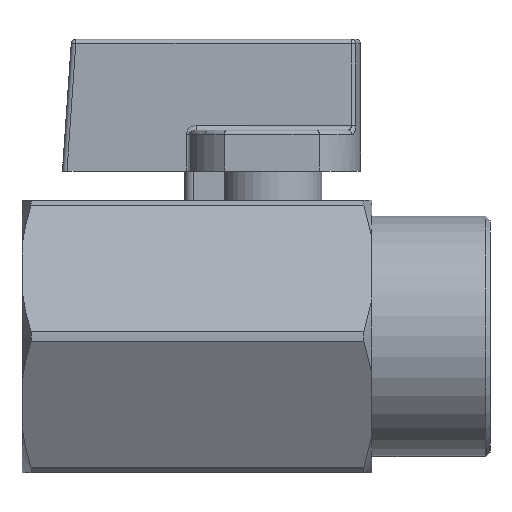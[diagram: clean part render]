
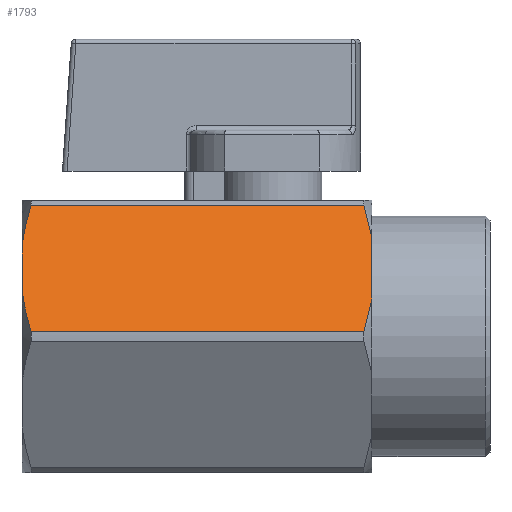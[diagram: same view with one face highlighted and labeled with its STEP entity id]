
A CAD part, left-side view. The second image highlights one B-rep face of the part: STEP entity #1793.
In plain terms, the highlighted planar face has unit normal (-0.866, 0, 0.5).
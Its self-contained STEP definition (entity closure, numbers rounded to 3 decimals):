
#72=LINE('',#2783,#143);
#75=LINE('',#2797,#146);
#84=LINE('',#2840,#155);
#91=LINE('',#2941,#162);
#143=VECTOR('',#2266,1000.);
#146=VECTOR('',#2277,1000.);
#155=VECTOR('',#2314,1000.);
#162=VECTOR('',#2347,1000.);
#192=B_SPLINE_CURVE_WITH_KNOTS('',3,(#2868,#2869,#2870,#2871),
 .UNSPECIFIED.,.F.,.F.,(4,4),(0.024,0.03),
 .UNSPECIFIED.);
#193=B_SPLINE_CURVE_WITH_KNOTS('',3,(#2873,#2874,#2875,#2876),
 .UNSPECIFIED.,.F.,.F.,(4,4),(0.013,0.019),
 .UNSPECIFIED.);
#203=B_SPLINE_CURVE_WITH_KNOTS('',3,(#2936,#2937,#2938,#2939),
 .UNSPECIFIED.,.F.,.F.,(4,4),(0.,0.004),.UNSPECIFIED.);
#204=B_SPLINE_CURVE_WITH_KNOTS('',3,(#2943,#2944,#2945,#2946),
 .UNSPECIFIED.,.F.,.F.,(4,4),(0.,0.004),
 .UNSPECIFIED.);
#263=PLANE('',#1970);
#548=ORIENTED_EDGE('',*,*,#779,.F.);
#549=ORIENTED_EDGE('',*,*,#826,.T.);
#550=ORIENTED_EDGE('',*,*,#827,.F.);
#551=ORIENTED_EDGE('',*,*,#828,.T.);
#552=ORIENTED_EDGE('',*,*,#773,.F.);
#553=ORIENTED_EDGE('',*,*,#807,.F.);
#554=ORIENTED_EDGE('',*,*,#799,.F.);
#555=ORIENTED_EDGE('',*,*,#808,.F.);
#773=EDGE_CURVE('',#934,#935,#72,.F.);
#779=EDGE_CURVE('',#940,#941,#75,.T.);
#799=EDGE_CURVE('',#960,#961,#84,.T.);
#807=EDGE_CURVE('',#961,#934,#192,.T.);
#808=EDGE_CURVE('',#941,#960,#193,.T.);
#826=EDGE_CURVE('',#940,#973,#203,.T.);
#827=EDGE_CURVE('',#974,#973,#91,.T.);
#828=EDGE_CURVE('',#974,#935,#204,.T.);
#934=VERTEX_POINT('',#2784);
#935=VERTEX_POINT('',#2785);
#940=VERTEX_POINT('',#2796);
#941=VERTEX_POINT('',#2798);
#960=VERTEX_POINT('',#2839);
#961=VERTEX_POINT('',#2841);
#973=VERTEX_POINT('',#2940);
#974=VERTEX_POINT('',#2942);
#1162=EDGE_LOOP('',(#548,#549,#550,#551,#552,#553,#554,#555));
#1280=FACE_BOUND('',#1162,.T.);
#1793=ADVANCED_FACE('',(#1280),#263,.T.);
#1970=AXIS2_PLACEMENT_3D('',#2935,#2345,#2346);
#2266=DIRECTION('',(0.,1.,0.));
#2277=DIRECTION('',(0.,1.,0.));
#2314=DIRECTION('',(0.5,0.,0.866));
#2345=DIRECTION('',(-0.866,0.,0.5));
#2346=DIRECTION('',(0.5,0.,0.866));
#2347=DIRECTION('',(-0.5,0.,-0.866));
#2783=CARTESIAN_POINT('',(-8.99,-24.,14.428));
#2784=CARTESIAN_POINT('',(-8.99,26.5,14.428));
#2785=CARTESIAN_POINT('',(-8.99,-10.134,14.428));
#2796=CARTESIAN_POINT('',(-16.99,-10.134,0.572));
#2797=CARTESIAN_POINT('',(-16.99,-24.,0.572));
#2798=CARTESIAN_POINT('',(-16.99,26.5,0.572));
#2839=CARTESIAN_POINT('',(-14.414,27.5,5.034));
#2840=CARTESIAN_POINT('',(-12.99,27.5,7.5));
#2841=CARTESIAN_POINT('',(-11.566,27.5,9.966));
#2868=CARTESIAN_POINT('',(-11.566,27.5,9.966));
#2869=CARTESIAN_POINT('',(-10.689,27.311,11.486));
#2870=CARTESIAN_POINT('',(-9.831,26.957,12.973));
#2871=CARTESIAN_POINT('',(-8.99,26.5,14.428));
#2873=CARTESIAN_POINT('',(-16.99,26.5,0.572));
#2874=CARTESIAN_POINT('',(-16.142,26.961,2.041));
#2875=CARTESIAN_POINT('',(-15.279,27.314,3.536));
#2876=CARTESIAN_POINT('',(-14.414,27.5,5.034));
#2935=CARTESIAN_POINT('',(-8.66,52.5,15.));
#2936=CARTESIAN_POINT('',(-16.99,-10.134,0.572));
#2937=CARTESIAN_POINT('',(-16.316,-10.5,1.74));
#2938=CARTESIAN_POINT('',(-15.635,-10.799,2.92));
#2939=CARTESIAN_POINT('',(-14.943,-11.,4.118));
#2940=CARTESIAN_POINT('',(-14.943,-11.,4.118));
#2941=CARTESIAN_POINT('',(-8.66,-11.,15.));
#2942=CARTESIAN_POINT('',(-11.038,-11.,10.882));
#2943=CARTESIAN_POINT('',(-11.038,-11.,10.882));
#2944=CARTESIAN_POINT('',(-10.346,-10.799,12.08));
#2945=CARTESIAN_POINT('',(-9.665,-10.5,13.26));
#2946=CARTESIAN_POINT('',(-8.99,-10.134,14.428));
